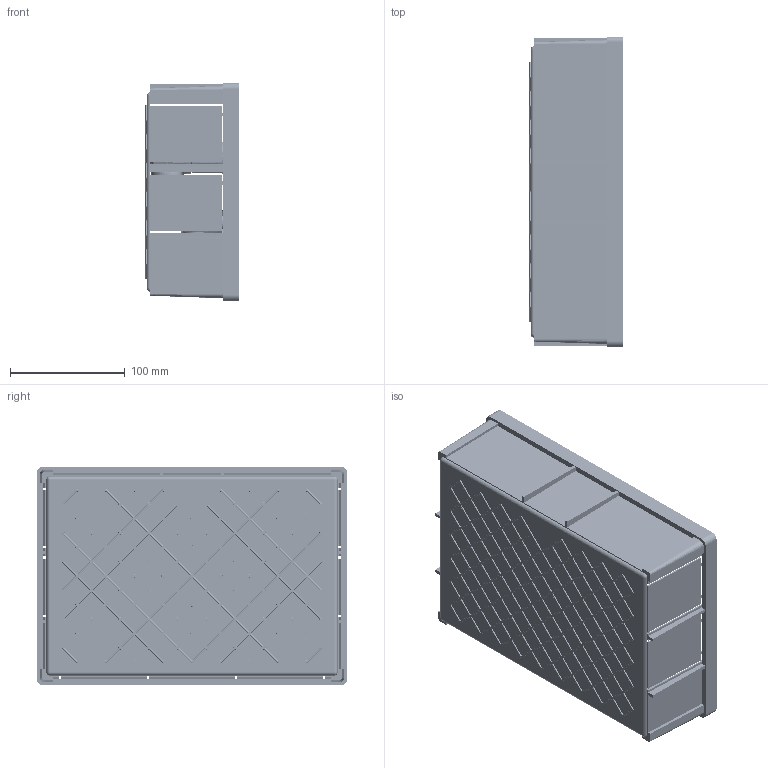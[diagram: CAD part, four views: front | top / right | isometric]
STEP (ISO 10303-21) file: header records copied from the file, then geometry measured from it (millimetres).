
FILE_DESCRIPTION(('CATIA V5 STEP Exchange'),'2;1');
FILE_NAME('STEP_359510_-_TST.stp','2019-09-18T15:09:46+00:00',('none'),('none'),'CATIA Version 5-6 Release 2016 SP4','CATIA V5 STEP AP203','none');
FILE_SCHEMA(('CONFIG_CONTROL_DESIGN'));
Products named in the file (1): 359510 - TST
Bounding box: 81 x 270.14 x 190.14 mm (x, y, z)
Volume: 757524.1 mm3; surface area: 350369.3 mm2
Topology: 3 solids, 48 shells, 7045 faces, 17414 edges, 10237 vertices
Faces by surface type: bspline 2365, cylinder 1838, plane 1408, torus 819, cone 398, sphere 193, revolution 24
Entity records: 335750 total; most frequent: CARTESIAN_POINT 198798, ORIENTED_EDGE 34196, DIRECTION 17111, EDGE_CURVE 17098, VERTEX_POINT 10237, AXIS2_PLACEMENT_3D 8504, B_SPLINE_CURVE_WITH_KNOTS 7299, EDGE_LOOP 7253
